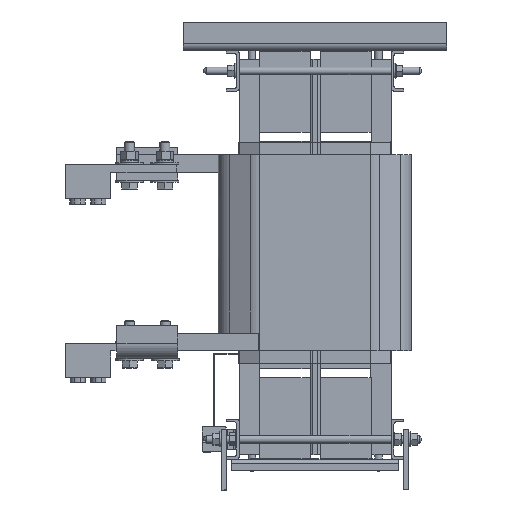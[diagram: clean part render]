
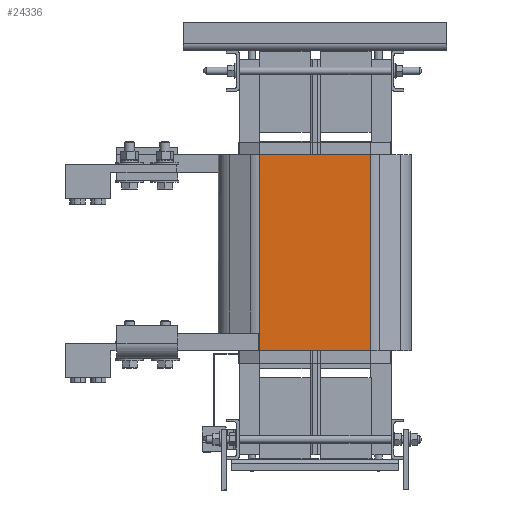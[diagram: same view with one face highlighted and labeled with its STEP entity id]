
A CAD part, left-side view. The second image highlights one B-rep face of the part: STEP entity #24336.
In plain terms, the highlighted planar face has unit normal (-1, 0, 0).
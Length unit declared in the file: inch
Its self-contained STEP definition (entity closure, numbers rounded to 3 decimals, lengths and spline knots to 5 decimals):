
#2580=FACE_OUTER_BOUND('',#3926,.T.);
#3926=EDGE_LOOP('',(#17342,#17343,#17344,#17345));
#5677=LINE('',#35685,#8172);
#5681=LINE('',#35702,#8176);
#5707=LINE('',#35786,#8202);
#5708=LINE('',#35787,#8203);
#8172=VECTOR('',#29187,0.3937);
#8176=VECTOR('',#29205,0.3937);
#8202=VECTOR('',#29281,0.3937);
#8203=VECTOR('',#29282,0.3937);
#10572=VERTEX_POINT('',#35682);
#10573=VERTEX_POINT('',#35684);
#10579=VERTEX_POINT('',#35701);
#10612=VERTEX_POINT('',#35785);
#13124=EDGE_CURVE('',#10573,#10572,#5677,.T.);
#13133=EDGE_CURVE('',#10579,#10573,#5681,.T.);
#13175=EDGE_CURVE('',#10572,#10612,#5707,.T.);
#13176=EDGE_CURVE('',#10579,#10612,#5708,.T.);
#17342=ORIENTED_EDGE('',*,*,#13133,.T.);
#17343=ORIENTED_EDGE('',*,*,#13124,.T.);
#17344=ORIENTED_EDGE('',*,*,#13175,.T.);
#17345=ORIENTED_EDGE('',*,*,#13176,.F.);
#23463=PLANE('',#26483);
#24336=ADVANCED_FACE('',(#2580),#23463,.T.);
#26483=AXIS2_PLACEMENT_3D('',#35784,#29279,#29280);
#29187=DIRECTION('',(0.,0.,-1.));
#29205=DIRECTION('',(0.,1.,0.));
#29279=DIRECTION('center_axis',(-1.,0.,0.));
#29280=DIRECTION('ref_axis',(0.,0.,1.));
#29281=DIRECTION('',(0.,-1.,0.));
#29282=DIRECTION('',(0.,0.,-1.));
#35682=CARTESIAN_POINT('',(-1.25528,6.65342,-4.63));
#35684=CARTESIAN_POINT('',(-1.25528,6.65342,5.05));
#35685=CARTESIAN_POINT('',(-1.25528,6.65342,5.65));
#35701=CARTESIAN_POINT('',(-1.25528,1.17913,5.05));
#35702=CARTESIAN_POINT('',(-1.25528,5.28485,5.05));
#35784=CARTESIAN_POINT('Origin',(-1.25528,6.65342,5.65));
#35785=CARTESIAN_POINT('',(-1.25528,1.17913,-4.63));
#35786=CARTESIAN_POINT('',(-1.25528,1.17913,-4.63));
#35787=CARTESIAN_POINT('',(-1.25528,1.17913,5.65));
